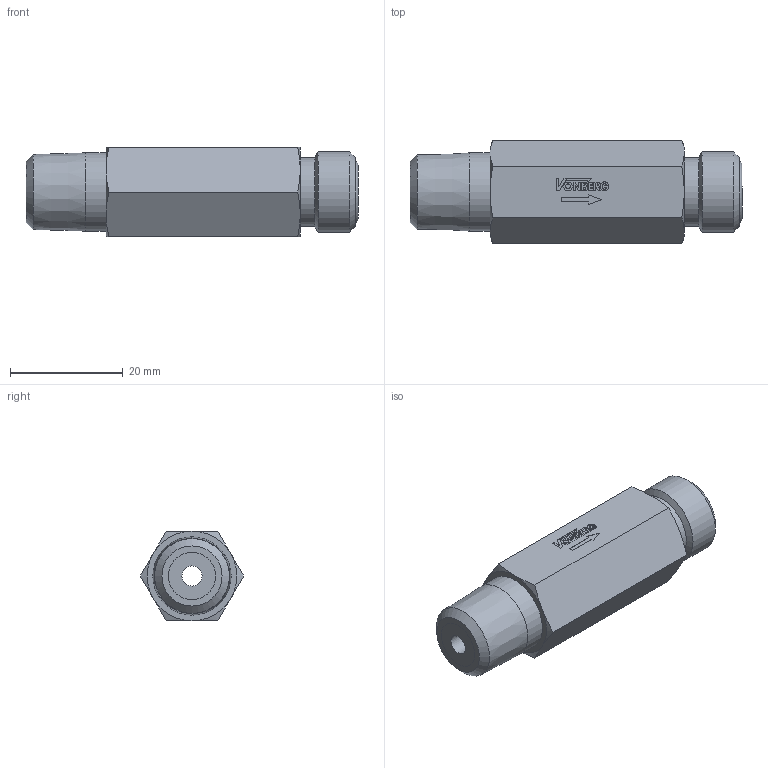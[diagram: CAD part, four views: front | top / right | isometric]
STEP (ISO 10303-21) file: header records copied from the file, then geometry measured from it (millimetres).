
FILE_DESCRIPTION((''),'2;1');
FILE_NAME('28009-502.stp','2015-02-16T10:12:30',('jml'),(''),'Autodesk Inventor 2010','Autodesk Inventor 2010','');
FILE_SCHEMA(('AUTOMOTIVE_DESIGN { 1 0 10303 214 1 1 1 1 }'));
Length unit declared in the file: inch
Products named in the file (3): 28009-502 (LevelofDetail1); 221790; 011 O-RING
Assembly tree (2 placements, depth 2):
  28009-502 (LevelofDetail1)
    221790
    011 O-RING
Bounding box: 58.88 x 18.33 x 15.88 mm (x, y, z)
Volume: 10374.1 mm3; surface area: 4214 mm2
Topology: 2 solids, 2 shells, 135 faces, 327 edges, 212 vertices
Faces by surface type: plane 95, cylinder 20, cone 16, bspline 3, torus 1
Full cylindrical faces by diameter (mm): 0.87 x1, 6.502 x1, 11.074 x1, 12.141 x1, 13.868 x1, 14.275 x1
Entity records: 4046 total; most frequent: CARTESIAN_POINT 752, ORIENTED_EDGE 630, DIRECTION 626, EDGE_CURVE 315, VECTOR 230, LINE 230, VERTEX_POINT 212, AXIS2_PLACEMENT_3D 198
